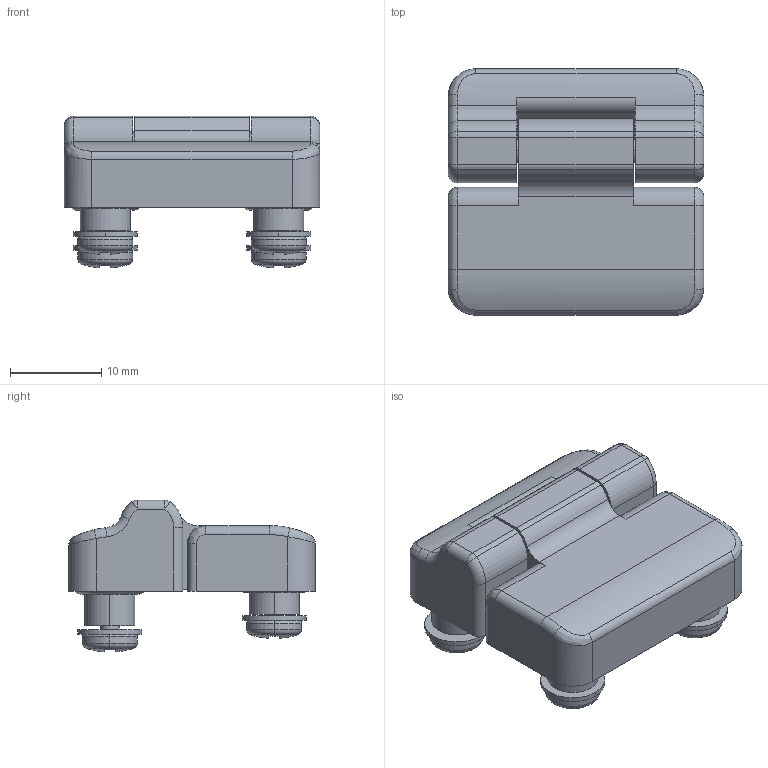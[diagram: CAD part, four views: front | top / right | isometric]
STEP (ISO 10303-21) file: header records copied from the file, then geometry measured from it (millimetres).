
FILE_DESCRIPTION((''),'2;1');
FILE_NAME('SARANA_D_ASM','2010-06-15T',('kjell_andersson'),(''),'PRO/ENGINEER BY PARAMETRIC TECHNOLOGY CORPORATION, 2008250','PRO/ENGINEER BY PARAMETRIC TECHNOLOGY CORPORATION, 2008250','');
FILE_SCHEMA(('AUTOMOTIVE_DESIGN_CC2 { 1 2 10303 214 -1 1 5 2 }'));
Length unit declared in the file: millimetre
Products named in the file (7): D_SARANA_KANSI; D_SARANA_KOTELO; D_SOKKA; O5_5X1_0; PUA15; PT30X08; SARANA_D_ASM
Assembly tree (15 placements, depth 2):
  SARANA_D_ASM
    D_SARANA_KANSI
    D_SARANA_KOTELO
    D_SOKKA
    O5_5X1_0  x4
    PUA15  x4
    PT30X08  x4
Bounding box: 28 x 27 x 16.65 mm (x, y, z)
Volume: 4487.1 mm3; surface area: 5997 mm2
Topology: 15 solids, 15 shells, 404 faces, 935 edges, 576 vertices
Faces by surface type: plane 157, cylinder 127, torus 66, bspline 38, sphere 12, cone 4
Entity records: 10361 total; most frequent: CARTESIAN_POINT 2996, DIRECTION 1286, ORIENTED_EDGE 1114, EDGE_CURVE 557, AXIS2_PLACEMENT_3D 516, PRESENTATION_STYLE_ASSIGNMENT 449, STYLED_ITEM 449, CURVE_STYLE 445
